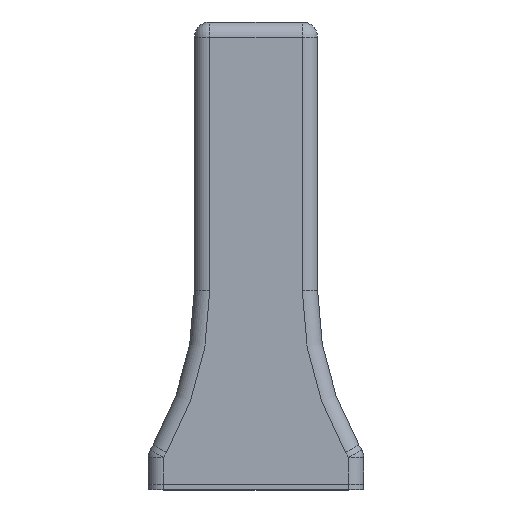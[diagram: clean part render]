
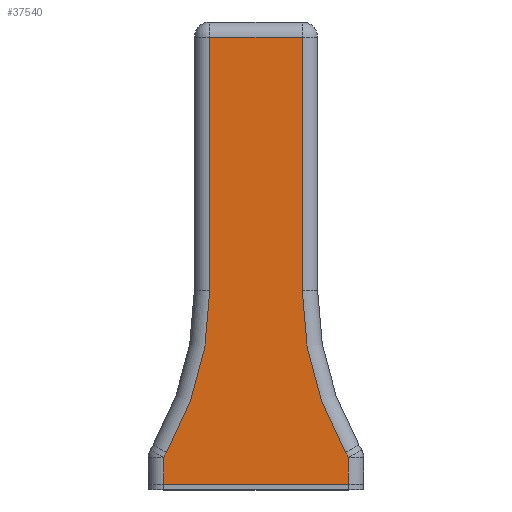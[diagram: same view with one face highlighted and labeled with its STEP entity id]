
A CAD part, top view. The second image highlights one B-rep face of the part: STEP entity #37540.
In plain terms, the highlighted planar face has unit normal (0, 0, 1).
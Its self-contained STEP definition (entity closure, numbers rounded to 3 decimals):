
#36650=CARTESIAN_POINT('',(58.3,33.,90.));
#36660=DIRECTION('',(0.,0.,-1.));
#36670=DIRECTION('',(-1.,0.,0.));
#36680=AXIS2_PLACEMENT_3D('',#36650,#36660,#36670);
#36690=PLANE('',#36680);
#36700=CARTESIAN_POINT('',(43.,0.,90.));
#36710=DIRECTION('',(1.,0.,0.));
#36720=VECTOR('',#36710,1.);
#36730=LINE('',#36700,#36720);
#36740=CARTESIAN_POINT('',(44.,0.,90.));
#36750=VERTEX_POINT('',#36740);
#36760=CARTESIAN_POINT('',(56.,0.,90.));
#36770=VERTEX_POINT('',#36760);
#36780=EDGE_CURVE('',#36750,#36770,#36730,.T.);
#36790=ORIENTED_EDGE('',*,*,#36780,.T.);
#36800=CARTESIAN_POINT('',(44.,0.,90.));
#36810=DIRECTION('',(0.,-1.,0.));
#36820=VECTOR('',#36810,1.);
#36830=LINE('',#36800,#36820);
#36840=CARTESIAN_POINT('',(44.,1.732,90.));
#36850=VERTEX_POINT('',#36840);
#36860=EDGE_CURVE('',#36850,#36750,#36830,.T.);
#36870=ORIENTED_EDGE('',*,*,#36860,.T.);
#36880=CARTESIAN_POINT('',(43.,0.,90.));
#36890=DIRECTION('',(-0.5,-0.866,0.));
#36900=VECTOR('',#36890,1.);
#36910=LINE('',#36880,#36900);
#36920=CARTESIAN_POINT('',(44.187,2.055,90.));
#36930=VERTEX_POINT('',#36920);
#36940=EDGE_CURVE('',#36930,#36850,#36910,.T.);
#36950=ORIENTED_EDGE('',*,*,#36940,.T.);
#36960=CARTESIAN_POINT('',(26.,12.555,90.));
#36970=DIRECTION('',(0.,0.,1.));
#36980=DIRECTION('',(1.,0.,0.));
#36990=AXIS2_PLACEMENT_3D('',#36960,#36970,#36980);
#37000=CIRCLE('',#36990,21.);
#37010=CARTESIAN_POINT('',(47.,12.555,90.));
#37020=VERTEX_POINT('',#37010);
#37030=EDGE_CURVE('',#36930,#37020,#37000,.T.);
#37040=ORIENTED_EDGE('',*,*,#37030,.F.);
#37050=CARTESIAN_POINT('',(47.,0.,90.));
#37060=DIRECTION('',(0.,1.,0.));
#37070=VECTOR('',#37060,1.);
#37080=LINE('',#37050,#37070);
#37090=CARTESIAN_POINT('',(47.,29.,90.));
#37100=VERTEX_POINT('',#37090);
#37110=EDGE_CURVE('',#37020,#37100,#37080,.T.);
#37120=ORIENTED_EDGE('',*,*,#37110,.F.);
#37130=CARTESIAN_POINT('',(25.,29.,90.));
#37140=DIRECTION('',(1.,0.,0.));
#37150=VECTOR('',#37140,1.);
#37160=LINE('',#37130,#37150);
#37170=CARTESIAN_POINT('',(53.,29.,90.));
#37180=VERTEX_POINT('',#37170);
#37190=EDGE_CURVE('',#37100,#37180,#37160,.T.);
#37200=ORIENTED_EDGE('',*,*,#37190,.F.);
#37210=CARTESIAN_POINT('',(53.,0.,90.));
#37220=DIRECTION('',(0.,-1.,0.));
#37230=VECTOR('',#37220,1.);
#37240=LINE('',#37210,#37230);
#37250=CARTESIAN_POINT('',(53.,12.555,90.));
#37260=VERTEX_POINT('',#37250);
#37270=EDGE_CURVE('',#37180,#37260,#37240,.T.);
#37280=ORIENTED_EDGE('',*,*,#37270,.F.);
#37290=CARTESIAN_POINT('',(74.,12.555,90.));
#37300=DIRECTION('',(0.,0.,-1.));
#37310=DIRECTION('',(-1.,0.,0.));
#37320=AXIS2_PLACEMENT_3D('',#37290,#37300,#37310);
#37330=CIRCLE('',#37320,21.);
#37340=CARTESIAN_POINT('',(55.813,2.055,90.));
#37350=VERTEX_POINT('',#37340);
#37360=EDGE_CURVE('',#37350,#37260,#37330,.T.);
#37370=ORIENTED_EDGE('',*,*,#37360,.T.);
#37380=CARTESIAN_POINT('',(57.,0.,90.));
#37390=DIRECTION('',(-0.5,0.866,-0.));
#37400=VECTOR('',#37390,1.);
#37410=LINE('',#37380,#37400);
#37420=CARTESIAN_POINT('',(56.,1.732,90.));
#37430=VERTEX_POINT('',#37420);
#37440=EDGE_CURVE('',#37430,#37350,#37410,.T.);
#37450=ORIENTED_EDGE('',*,*,#37440,.T.);
#37460=CARTESIAN_POINT('',(56.,0.,90.));
#37470=DIRECTION('',(0.,1.,-0.));
#37480=VECTOR('',#37470,1.);
#37490=LINE('',#37460,#37480);
#37500=EDGE_CURVE('',#36770,#37430,#37490,.T.);
#37510=ORIENTED_EDGE('',*,*,#37500,.T.);
#37520=EDGE_LOOP('',(#37510,#37450,#37370,#37280,#37200,#37120,#37040,
#36950,#36870,#36790));
#37530=FACE_OUTER_BOUND('',#37520,.T.);
#37540=ADVANCED_FACE('',(#37530),#36690,.F.);
